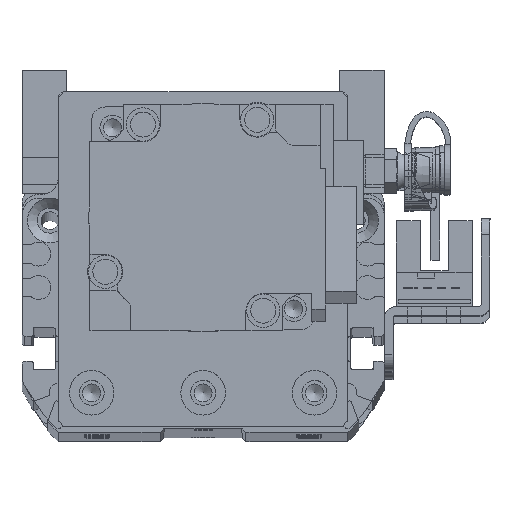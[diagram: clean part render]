
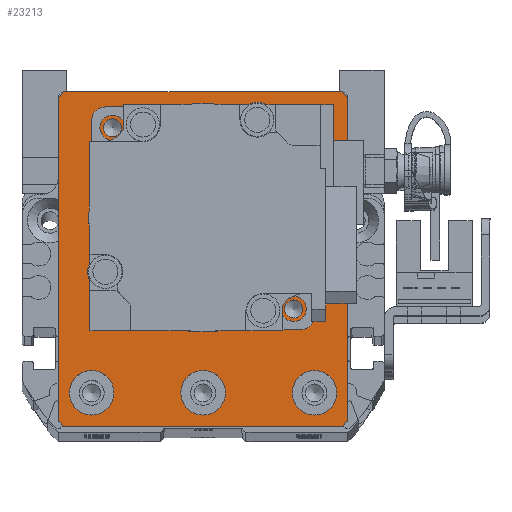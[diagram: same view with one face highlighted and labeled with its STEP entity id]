
A CAD part, top view. The second image highlights one B-rep face of the part: STEP entity #23213.
In plain terms, the highlighted planar face has unit normal (0, 0, 1).
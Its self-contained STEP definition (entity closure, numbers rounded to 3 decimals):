
#1461=FACE_BOUND('',#4781,.T.);
#1462=FACE_BOUND('',#4782,.T.);
#1463=FACE_BOUND('',#4783,.T.);
#1464=FACE_BOUND('',#4784,.T.);
#1465=FACE_BOUND('',#4785,.T.);
#1466=FACE_BOUND('',#4786,.T.);
#1467=FACE_BOUND('',#4787,.T.);
#1468=FACE_BOUND('',#4788,.T.);
#1993=PLANE('',#25917);
#3198=FACE_OUTER_BOUND('',#4780,.T.);
#4780=EDGE_LOOP('',(#21095,#21096,#21097,#21098,#21099,#21100,#21101,#21102));
#4781=EDGE_LOOP('',(#21103));
#4782=EDGE_LOOP('',(#21104));
#4783=EDGE_LOOP('',(#21105));
#4784=EDGE_LOOP('',(#21106));
#4785=EDGE_LOOP('',(#21107));
#4786=EDGE_LOOP('',(#21108));
#4787=EDGE_LOOP('',(#21109));
#4788=EDGE_LOOP('',(#21110));
#6559=LINE('',#40955,#8419);
#6565=LINE('',#40966,#8425);
#6572=LINE('',#40993,#8432);
#6575=LINE('',#40998,#8435);
#6576=LINE('',#41001,#8436);
#6579=LINE('',#41006,#8439);
#6580=LINE('',#41009,#8440);
#6602=LINE('',#41106,#8462);
#8419=VECTOR('',#32181,10.);
#8425=VECTOR('',#32189,10.);
#8432=VECTOR('',#32212,10.);
#8435=VECTOR('',#32217,10.);
#8436=VECTOR('',#32220,10.);
#8439=VECTOR('',#32225,10.);
#8440=VECTOR('',#32228,10.);
#8462=VECTOR('',#32344,10.);
#9694=CIRCLE('',#25880,4.);
#9697=CIRCLE('',#25886,4.);
#9700=CIRCLE('',#25892,4.);
#9702=CIRCLE('',#25897,1.621);
#9704=CIRCLE('',#25901,1.621);
#9706=CIRCLE('',#25905,1.621);
#9708=CIRCLE('',#25909,1.621);
#9711=CIRCLE('',#25915,15.);
#11698=VERTEX_POINT('',#40953);
#11699=VERTEX_POINT('',#40954);
#11703=VERTEX_POINT('',#40964);
#11715=VERTEX_POINT('',#40992);
#11716=VERTEX_POINT('',#40996);
#11717=VERTEX_POINT('',#41000);
#11718=VERTEX_POINT('',#41004);
#11719=VERTEX_POINT('',#41008);
#11726=VERTEX_POINT('',#41031);
#11729=VERTEX_POINT('',#41042);
#11732=VERTEX_POINT('',#41053);
#11735=VERTEX_POINT('',#41064);
#11738=VERTEX_POINT('',#41073);
#11741=VERTEX_POINT('',#41082);
#11744=VERTEX_POINT('',#41091);
#11747=VERTEX_POINT('',#41102);
#14821=EDGE_CURVE('',#11698,#11699,#6559,.T.);
#14827=EDGE_CURVE('',#11698,#11703,#6565,.T.);
#14840=EDGE_CURVE('',#11715,#11703,#6572,.T.);
#14843=EDGE_CURVE('',#11715,#11716,#6575,.T.);
#14844=EDGE_CURVE('',#11717,#11716,#6576,.T.);
#14847=EDGE_CURVE('',#11717,#11718,#6579,.T.);
#14848=EDGE_CURVE('',#11719,#11718,#6580,.T.);
#14858=EDGE_CURVE('',#11726,#11726,#9694,.T.);
#14863=EDGE_CURVE('',#11729,#11729,#9697,.T.);
#14868=EDGE_CURVE('',#11732,#11732,#9700,.T.);
#14873=EDGE_CURVE('',#11735,#11735,#9702,.T.);
#14877=EDGE_CURVE('',#11738,#11738,#9704,.T.);
#14881=EDGE_CURVE('',#11741,#11741,#9706,.T.);
#14885=EDGE_CURVE('',#11744,#11744,#9708,.T.);
#14891=EDGE_CURVE('',#11747,#11747,#9711,.T.);
#14892=EDGE_CURVE('',#11719,#11699,#6602,.T.);
#21095=ORIENTED_EDGE('',*,*,#14821,.F.);
#21096=ORIENTED_EDGE('',*,*,#14827,.T.);
#21097=ORIENTED_EDGE('',*,*,#14840,.F.);
#21098=ORIENTED_EDGE('',*,*,#14843,.T.);
#21099=ORIENTED_EDGE('',*,*,#14844,.F.);
#21100=ORIENTED_EDGE('',*,*,#14847,.T.);
#21101=ORIENTED_EDGE('',*,*,#14848,.F.);
#21102=ORIENTED_EDGE('',*,*,#14892,.T.);
#21103=ORIENTED_EDGE('',*,*,#14858,.T.);
#21104=ORIENTED_EDGE('',*,*,#14863,.T.);
#21105=ORIENTED_EDGE('',*,*,#14868,.T.);
#21106=ORIENTED_EDGE('',*,*,#14873,.T.);
#21107=ORIENTED_EDGE('',*,*,#14877,.T.);
#21108=ORIENTED_EDGE('',*,*,#14881,.T.);
#21109=ORIENTED_EDGE('',*,*,#14885,.T.);
#21110=ORIENTED_EDGE('',*,*,#14891,.T.);
#23213=ADVANCED_FACE('',(#3198,#1461,#1462,#1463,#1464,#1465,#1466,#1467,
#1468),#1993,.T.);
#25880=AXIS2_PLACEMENT_3D('',#41032,#32254,#32255);
#25886=AXIS2_PLACEMENT_3D('',#41043,#32268,#32269);
#25892=AXIS2_PLACEMENT_3D('',#41054,#32282,#32283);
#25897=AXIS2_PLACEMENT_3D('',#41065,#32295,#32296);
#25901=AXIS2_PLACEMENT_3D('',#41074,#32305,#32306);
#25905=AXIS2_PLACEMENT_3D('',#41083,#32315,#32316);
#25909=AXIS2_PLACEMENT_3D('',#41092,#32325,#32326);
#25915=AXIS2_PLACEMENT_3D('',#41104,#32340,#32341);
#25917=AXIS2_PLACEMENT_3D('',#41107,#32345,#32346);
#32181=DIRECTION('',(0.707,0.707,0.));
#32189=DIRECTION('',(0.,-1.,0.));
#32212=DIRECTION('',(-0.707,0.707,0.));
#32217=DIRECTION('',(1.,0.,0.));
#32220=DIRECTION('',(-0.707,-0.707,0.));
#32225=DIRECTION('',(0.,1.,0.));
#32228=DIRECTION('',(0.707,-0.707,0.));
#32254=DIRECTION('center_axis',(0.,0.,-1.));
#32255=DIRECTION('ref_axis',(1.,0.,0.));
#32268=DIRECTION('center_axis',(0.,0.,-1.));
#32269=DIRECTION('ref_axis',(1.,0.,0.));
#32282=DIRECTION('center_axis',(0.,0.,-1.));
#32283=DIRECTION('ref_axis',(1.,0.,0.));
#32295=DIRECTION('center_axis',(0.,0.,-1.));
#32296=DIRECTION('ref_axis',(1.,0.,0.));
#32305=DIRECTION('center_axis',(0.,0.,-1.));
#32306=DIRECTION('ref_axis',(1.,0.,0.));
#32315=DIRECTION('center_axis',(0.,0.,-1.));
#32316=DIRECTION('ref_axis',(1.,0.,0.));
#32325=DIRECTION('center_axis',(0.,0.,-1.));
#32326=DIRECTION('ref_axis',(1.,0.,0.));
#32340=DIRECTION('center_axis',(0.,0.,-1.));
#32341=DIRECTION('ref_axis',(-1.,0.,0.));
#32344=DIRECTION('',(-1.,0.,0.));
#32345=DIRECTION('center_axis',(0.,0.,1.));
#32346=DIRECTION('ref_axis',(1.,0.,0.));
#40953=CARTESIAN_POINT('',(-26.,29.,12.5));
#40954=CARTESIAN_POINT('',(-25.,30.,12.5));
#40955=CARTESIAN_POINT('',(-26.5,28.5,12.5));
#40964=CARTESIAN_POINT('',(-26.,-29.,12.5));
#40966=CARTESIAN_POINT('',(-26.,30.,12.5));
#40992=CARTESIAN_POINT('',(-25.,-30.,12.5));
#40993=CARTESIAN_POINT('',(-26.5,-28.5,12.5));
#40996=CARTESIAN_POINT('',(25.,-30.,12.5));
#40998=CARTESIAN_POINT('',(-26.,-30.,12.5));
#41000=CARTESIAN_POINT('',(26.,-29.,12.5));
#41001=CARTESIAN_POINT('',(26.5,-28.5,12.5));
#41004=CARTESIAN_POINT('',(26.,29.,12.5));
#41006=CARTESIAN_POINT('',(26.,-30.,12.5));
#41008=CARTESIAN_POINT('',(25.,30.,12.5));
#41009=CARTESIAN_POINT('',(26.5,28.5,12.5));
#41031=CARTESIAN_POINT('',(16.,-24.,12.5));
#41032=CARTESIAN_POINT('Origin',(20.,-24.,12.5));
#41042=CARTESIAN_POINT('',(-24.,-24.,12.5));
#41043=CARTESIAN_POINT('Origin',(-20.,-24.,12.5));
#41053=CARTESIAN_POINT('',(-4.,-24.,12.5));
#41054=CARTESIAN_POINT('Origin',(0.,-24.,12.5));
#41064=CARTESIAN_POINT('',(14.642,-8.963,12.5));
#41065=CARTESIAN_POINT('Origin',(16.263,-8.963,12.5));
#41073=CARTESIAN_POINT('',(-17.884,23.563,12.5));
#41074=CARTESIAN_POINT('Origin',(-16.263,23.563,12.5));
#41082=CARTESIAN_POINT('',(14.642,23.563,12.5));
#41083=CARTESIAN_POINT('Origin',(16.263,23.563,12.5));
#41091=CARTESIAN_POINT('',(-17.884,-8.963,12.5));
#41092=CARTESIAN_POINT('Origin',(-16.263,-8.963,12.5));
#41102=CARTESIAN_POINT('',(15.,7.3,12.5));
#41104=CARTESIAN_POINT('Origin',(0.,7.3,12.5));
#41106=CARTESIAN_POINT('',(26.,30.,12.5));
#41107=CARTESIAN_POINT('Origin',(0.,0.,12.5));
